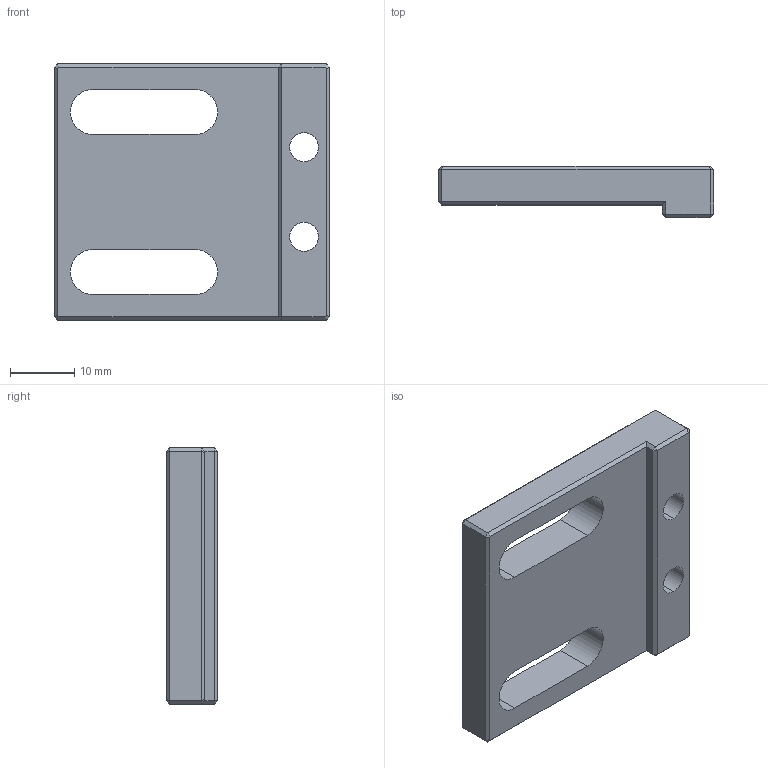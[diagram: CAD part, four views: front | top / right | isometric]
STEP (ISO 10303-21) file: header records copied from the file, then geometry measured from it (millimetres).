
FILE_DESCRIPTION (( 'STEP AP203' ), '1' );
FILE_NAME ('BP-17.step', '2019-05-09T08:55:32', ( '' ), ( '' ), 'SwSTEP 2.0', 'SolidWorks 2016', '' );
FILE_SCHEMA (( 'CONFIG_CONTROL_DESIGN' ));
Length unit declared in the file: millimetre
Products named in the file (1): BP-17
Bounding box: 43 x 8 x 40 mm (x, y, z)
Volume: 8472.6 mm3; surface area: 4707 mm2
Topology: 1 solids, 1 shells, 57 faces, 141 edges, 86 vertices
Faces by surface type: plane 47, cylinder 10
Entity records: 1736 total; most frequent: CARTESIAN_POINT 285, ORIENTED_EDGE 282, DIRECTION 277, EDGE_CURVE 141, VECTOR 121, LINE 121, VERTEX_POINT 86, AXIS2_PLACEMENT_3D 78
